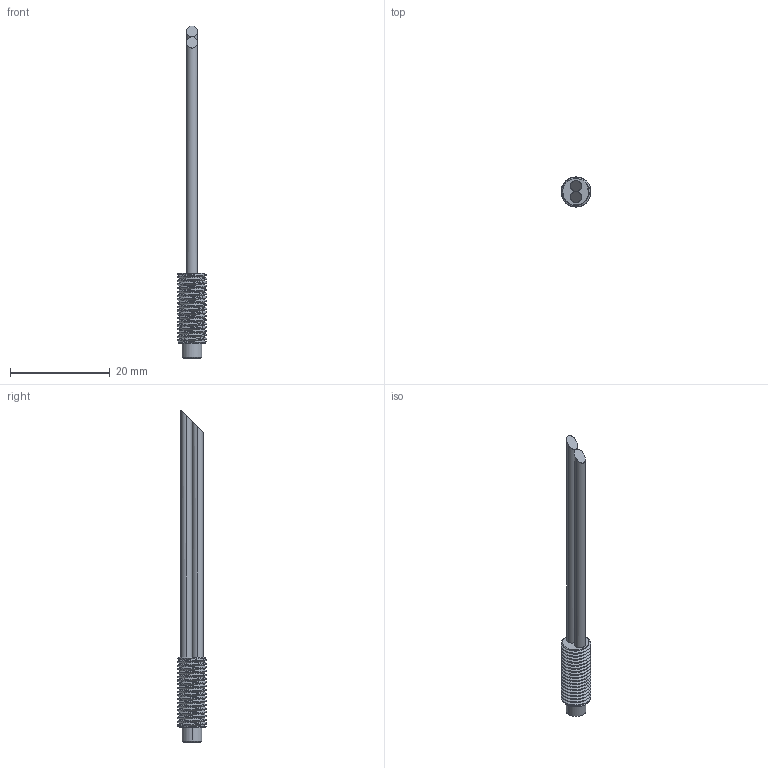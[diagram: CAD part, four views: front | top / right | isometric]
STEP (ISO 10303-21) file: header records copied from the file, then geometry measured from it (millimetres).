
FILE_DESCRIPTION (( 'STEP AP203' ), '1' );
FILE_NAME ('6F-K.STEP', '2022-11-24T07:53:10', ( 'PC' ), ( 'Microsoft' ), 'SwSTEP 2.0', 'SolidWorks 2020', '' );
FILE_SCHEMA (( 'CONFIG_CONTROL_DESIGN' ));
Length unit declared in the file: millimetre
Products named in the file (1): 6F-K
Bounding box: 6 x 6 x 66.6 mm (x, y, z)
Volume: 743.4 mm3; surface area: 1135.3 mm2
Topology: 1 solids, 1 shells, 66 faces, 174 edges, 115 vertices
Faces by surface type: cylinder 47, cone 8, plane 8, bspline 3
Entity records: 4971 total; most frequent: CARTESIAN_POINT 3507, ORIENTED_EDGE 348, DIRECTION 235, EDGE_CURVE 174, VERTEX_POINT 115, AXIS2_PLACEMENT_3D 90, EDGE_LOOP 71, FACE_OUTER_BOUND 66
